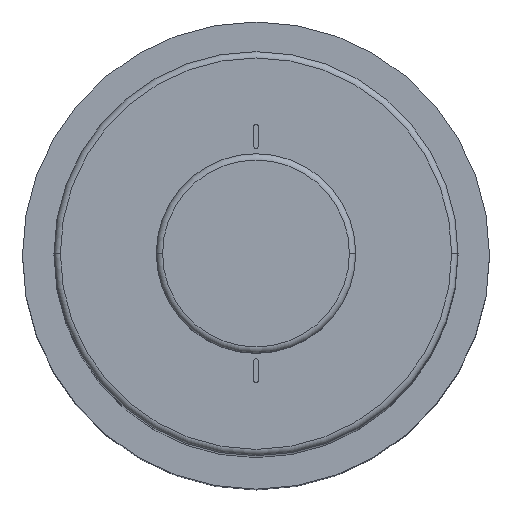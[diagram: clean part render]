
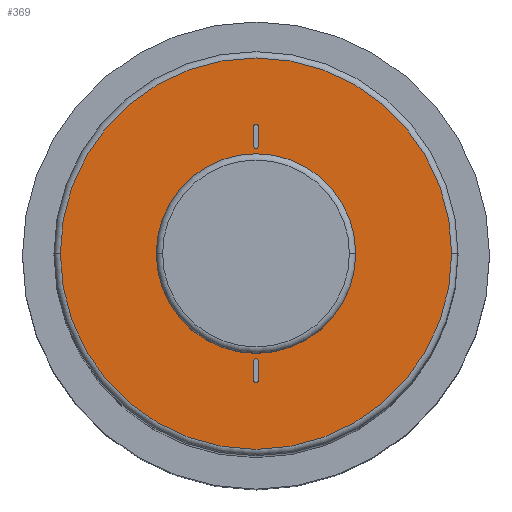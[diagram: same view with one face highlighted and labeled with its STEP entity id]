
A CAD part, top view. The second image highlights one B-rep face of the part: STEP entity #369.
In plain terms, the highlighted planar face has unit normal (0, 0, 1).
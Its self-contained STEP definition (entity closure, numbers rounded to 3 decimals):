
#1 = CARTESIAN_POINT ( 'NONE',  ( 0., -10.05, 72. ) ) ;
#7 = EDGE_CURVE ( 'NONE', #694, #573, #13, .T. ) ;
#12 = CIRCLE ( 'NONE', #1064, 15.5 ) ;
#13 = LINE ( 'NONE', #951, #16 ) ;
#16 = VECTOR ( 'NONE', #1027, 1000. ) ;
#34 = EDGE_CURVE ( 'NONE', #509, #644, #12, .T. ) ;
#48 = CARTESIAN_POINT ( 'NONE',  ( 0.174, -8.516, 72. ) ) ;
#56 = CIRCLE ( 'NONE', #1429, 15.5 ) ;
#85 = DIRECTION ( 'NONE',  ( 1., 0., 0. ) ) ;
#87 = DIRECTION ( 'NONE',  ( 0., 0., 1. ) ) ;
#89 = CARTESIAN_POINT ( 'NONE',  ( 0., 0., 72. ) ) ;
#98 = AXIS2_PLACEMENT_3D ( 'NONE', #650, #647, #645 ) ;
#110 = CARTESIAN_POINT ( 'NONE',  ( -0.174, 8.516, 72. ) ) ;
#126 = VERTEX_POINT ( 'NONE', #1511 ) ;
#186 = DIRECTION ( 'NONE',  ( 1., 0., 0. ) ) ;
#189 = DIRECTION ( 'NONE',  ( 0., 0., 1. ) ) ;
#190 = CARTESIAN_POINT ( 'NONE',  ( 0., 10.05, 72. ) ) ;
#199 = AXIS2_PLACEMENT_3D ( 'NONE', #1, #224, #222 ) ;
#222 = DIRECTION ( 'NONE',  ( -1., 0., 0. ) ) ;
#224 = DIRECTION ( 'NONE',  ( 0., 0., 1. ) ) ;
#233 = EDGE_CURVE ( 'NONE', #1561, #554, #874, .T. ) ;
#272 = DIRECTION ( 'NONE',  ( 0., 0., 1. ) ) ;
#278 = EDGE_CURVE ( 'NONE', #1136, #501, #758, .T. ) ;
#311 = AXIS2_PLACEMENT_3D ( 'NONE', #1349, #1347, #1344 ) ;
#325 = EDGE_CURVE ( 'NONE', #126, #1136, #1207, .T. ) ;
#365 = DIRECTION ( 'NONE',  ( 0., 1., 0. ) ) ;
#368 = CARTESIAN_POINT ( 'NONE',  ( 0.174, -10.05, 72. ) ) ;
#369 = ADVANCED_FACE ( 'NONE', ( #460, #752, #1141, #791 ), #692, .T. ) ;
#437 = CARTESIAN_POINT ( 'NONE',  ( 7.9, 0., 72. ) ) ;
#451 = EDGE_CURVE ( 'NONE', #1242, #694, #1231, .T. ) ;
#460 = FACE_OUTER_BOUND ( 'NONE', #527, .T. ) ;
#474 = CIRCLE ( 'NONE', #1402, 7.9 ) ;
#477 = CARTESIAN_POINT ( 'NONE',  ( -0.174, -8.516, 72. ) ) ;
#501 = VERTEX_POINT ( 'NONE', #621 ) ;
#502 = CARTESIAN_POINT ( 'NONE',  ( -15.5, 0., 72. ) ) ;
#509 = VERTEX_POINT ( 'NONE', #654 ) ;
#527 = EDGE_LOOP ( 'NONE', ( #1415, #1411 ) ) ;
#554 = VERTEX_POINT ( 'NONE', #608 ) ;
#568 = AXIS2_PLACEMENT_3D ( 'NONE', #1155, #1154, #1153 ) ;
#571 = VERTEX_POINT ( 'NONE', #587 ) ;
#573 = VERTEX_POINT ( 'NONE', #593 ) ;
#575 = VERTEX_POINT ( 'NONE', #585 ) ;
#585 = CARTESIAN_POINT ( 'NONE',  ( 0.174, -10.05, 72. ) ) ;
#587 = CARTESIAN_POINT ( 'NONE',  ( 0.174, 10.05, 72. ) ) ;
#593 = CARTESIAN_POINT ( 'NONE',  ( -0.174, -10.05, 72. ) ) ;
#605 = ORIENTED_EDGE ( 'NONE', *, *, #1245, .F. ) ;
#608 = CARTESIAN_POINT ( 'NONE',  ( -7.9, 0., 72. ) ) ;
#621 = CARTESIAN_POINT ( 'NONE',  ( 0.174, 8.516, 72. ) ) ;
#644 = VERTEX_POINT ( 'NONE', #502 ) ;
#645 = DIRECTION ( 'NONE',  ( -1., 0., 0. ) ) ;
#647 = DIRECTION ( 'NONE',  ( 0., 0., 1. ) ) ;
#650 = CARTESIAN_POINT ( 'NONE',  ( 0., -8.516, 72. ) ) ;
#654 = CARTESIAN_POINT ( 'NONE',  ( 15.5, 0., 72. ) ) ;
#689 = DIRECTION ( 'NONE',  ( 1., 0., 0. ) ) ;
#692 = PLANE ( 'NONE',  #1409 ) ;
#694 = VERTEX_POINT ( 'NONE', #477 ) ;
#697 = CARTESIAN_POINT ( 'NONE',  ( 0., 0., 72. ) ) ;
#698 = EDGE_LOOP ( 'NONE', ( #1367, #1366, #1312, #1308 ) ) ;
#707 = DIRECTION ( 'NONE',  ( 0., 0., 1. ) ) ;
#752 = FACE_BOUND ( 'NONE', #826, .T. ) ;
#758 = CIRCLE ( 'NONE', #568, 0.174 ) ;
#771 = DIRECTION ( 'NONE',  ( 1., 0., 0. ) ) ;
#784 = EDGE_LOOP ( 'NONE', ( #1309, #605, #1400, #1397 ) ) ;
#791 = FACE_BOUND ( 'NONE', #784, .T. ) ;
#811 = VECTOR ( 'NONE', #1298, 1000. ) ;
#821 = EDGE_CURVE ( 'NONE', #575, #1242, #1286, .T. ) ;
#826 = EDGE_LOOP ( 'NONE', ( #1403, #1375 ) ) ;
#853 = CARTESIAN_POINT ( 'NONE',  ( 0., 0., 72. ) ) ;
#868 = DIRECTION ( 'NONE',  ( 0., 0., 1. ) ) ;
#874 = CIRCLE ( 'NONE', #311, 7.9 ) ;
#879 = VECTOR ( 'NONE', #894, 1000. ) ;
#894 = DIRECTION ( 'NONE',  ( 0., -1., 0. ) ) ;
#896 = CARTESIAN_POINT ( 'NONE',  ( -0.174, 10.05, 72. ) ) ;
#951 = CARTESIAN_POINT ( 'NONE',  ( -0.174, -10.05, 72. ) ) ;
#957 = AXIS2_PLACEMENT_3D ( 'NONE', #190, #189, #186 ) ;
#987 = CIRCLE ( 'NONE', #199, 0.174 ) ;
#1027 = DIRECTION ( 'NONE',  ( 0., -1., 0. ) ) ;
#1041 = EDGE_CURVE ( 'NONE', #571, #126, #1440, .T. ) ;
#1064 = AXIS2_PLACEMENT_3D ( 'NONE', #853, #868, #771 ) ;
#1086 = CARTESIAN_POINT ( 'NONE',  ( 0., 0., 72. ) ) ;
#1136 = VERTEX_POINT ( 'NONE', #110 ) ;
#1141 = FACE_BOUND ( 'NONE', #698, .T. ) ;
#1149 = EDGE_CURVE ( 'NONE', #644, #509, #56, .T. ) ;
#1153 = DIRECTION ( 'NONE',  ( 1., 0., 0. ) ) ;
#1154 = DIRECTION ( 'NONE',  ( 0., 0., 1. ) ) ;
#1155 = CARTESIAN_POINT ( 'NONE',  ( 0., 8.516, 72. ) ) ;
#1158 = LINE ( 'NONE', #1504, #811 ) ;
#1198 = DIRECTION ( 'NONE',  ( 1., 0., 0. ) ) ;
#1207 = LINE ( 'NONE', #896, #879 ) ;
#1231 = CIRCLE ( 'NONE', #98, 0.174 ) ;
#1242 = VERTEX_POINT ( 'NONE', #48 ) ;
#1245 = EDGE_CURVE ( 'NONE', #573, #575, #987, .T. ) ;
#1286 = LINE ( 'NONE', #368, #1533 ) ;
#1298 = DIRECTION ( 'NONE',  ( 0., 1., 0. ) ) ;
#1308 = ORIENTED_EDGE ( 'NONE', *, *, #278, .F. ) ;
#1309 = ORIENTED_EDGE ( 'NONE', *, *, #821, .F. ) ;
#1312 = ORIENTED_EDGE ( 'NONE', *, *, #1426, .F. ) ;
#1344 = DIRECTION ( 'NONE',  ( 1., 0., 0. ) ) ;
#1347 = DIRECTION ( 'NONE',  ( 0., 0., 1. ) ) ;
#1349 = CARTESIAN_POINT ( 'NONE',  ( 0., 0., 72. ) ) ;
#1366 = ORIENTED_EDGE ( 'NONE', *, *, #1041, .F. ) ;
#1367 = ORIENTED_EDGE ( 'NONE', *, *, #325, .F. ) ;
#1375 = ORIENTED_EDGE ( 'NONE', *, *, #233, .F. ) ;
#1397 = ORIENTED_EDGE ( 'NONE', *, *, #451, .F. ) ;
#1400 = ORIENTED_EDGE ( 'NONE', *, *, #7, .F. ) ;
#1402 = AXIS2_PLACEMENT_3D ( 'NONE', #1086, #272, #1198 ) ;
#1403 = ORIENTED_EDGE ( 'NONE', *, *, #1512, .F. ) ;
#1409 = AXIS2_PLACEMENT_3D ( 'NONE', #697, #707, #689 ) ;
#1411 = ORIENTED_EDGE ( 'NONE', *, *, #1149, .T. ) ;
#1415 = ORIENTED_EDGE ( 'NONE', *, *, #34, .T. ) ;
#1426 = EDGE_CURVE ( 'NONE', #501, #571, #1158, .T. ) ;
#1429 = AXIS2_PLACEMENT_3D ( 'NONE', #89, #87, #85 ) ;
#1440 = CIRCLE ( 'NONE', #957, 0.174 ) ;
#1504 = CARTESIAN_POINT ( 'NONE',  ( 0.174, 10.05, 72. ) ) ;
#1511 = CARTESIAN_POINT ( 'NONE',  ( -0.174, 10.05, 72. ) ) ;
#1512 = EDGE_CURVE ( 'NONE', #554, #1561, #474, .T. ) ;
#1533 = VECTOR ( 'NONE', #365, 1000. ) ;
#1561 = VERTEX_POINT ( 'NONE', #437 ) ;
